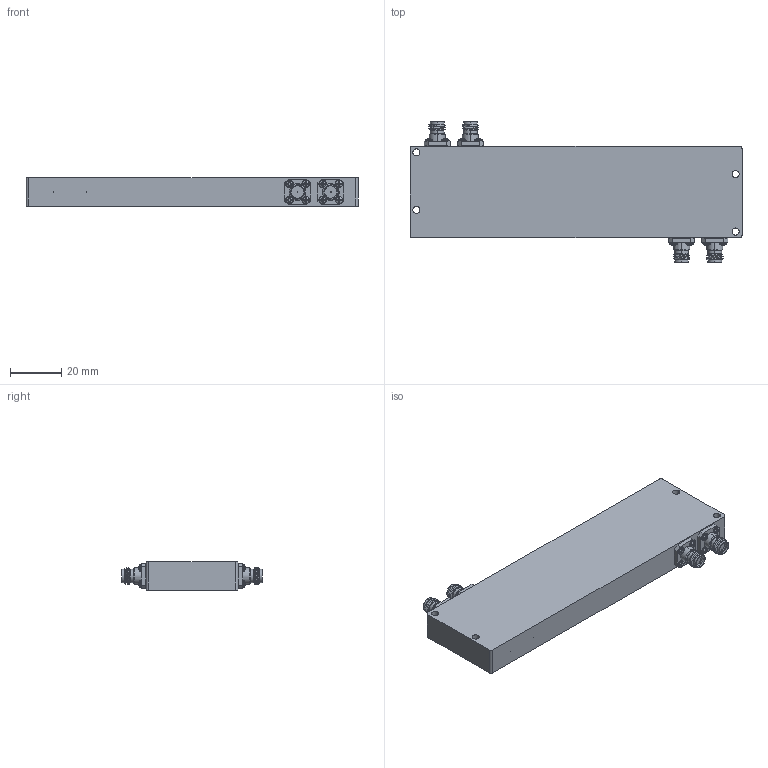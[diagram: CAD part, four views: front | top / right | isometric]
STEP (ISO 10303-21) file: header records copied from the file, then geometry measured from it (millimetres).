
FILE_DESCRIPTION (( 'STEP AP203' ), '1' );
FILE_NAME ('SCZ-1031831518-SFSF-43.STEP', '2021-04-27T19:18:58', ( '' ), ( '' ), 'SwSTEP 2.0', 'SolidWorks 2021', '' );
FILE_SCHEMA (( 'CONFIG_CONTROL_DESIGN' ));
Products named in the file (1): SCZ-1031831518-SFSF-43
Bounding box: 130 x 55.05 x 11.02 mm (x, y, z)
Volume: 52624.8 mm3; surface area: 16983.6 mm2
Topology: 22 solids, 22 shells, 2435 faces, 6817 edges, 4510 vertices
Faces by surface type: cylinder 1182, plane 703, bspline 286, cone 160, torus 72, sphere 32
Entity records: 105020 total; most frequent: CARTESIAN_POINT 49493, ORIENTED_EDGE 13634, DIRECTION 9417, EDGE_CURVE 6817, VERTEX_POINT 4510, AXIS2_PLACEMENT_3D 3274, VECTOR 2869, LINE 2869
